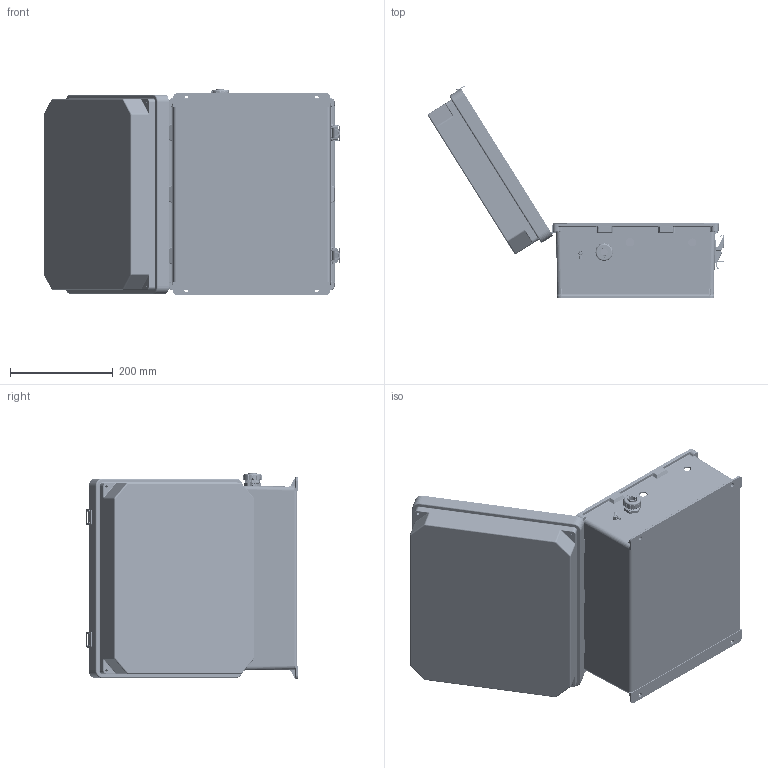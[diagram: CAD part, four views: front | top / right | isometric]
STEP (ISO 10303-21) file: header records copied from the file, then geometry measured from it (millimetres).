
FILE_DESCRIPTION (( 'STEP AP214' ), '1' );
FILE_NAME ('TEF141207-1H0S.STEP', '2018-11-20T15:12:09', ( '' ), ( '' ), 'SwSTEP 2.0', 'SolidWorks 2017', '' );
FILE_SCHEMA (( 'AUTOMOTIVE_DESIGN' ));
Length unit declared in the file: inch
Products named in the file (26): XCT-0005; XFS-0026; XC-0003; HYP295; NB141207-DoorClasp-2; XFN-0021; NB141207-DoorClasp-1; XFW-0004; NB141207-Lid-2; XHIC-HTR110; NB141207-Hinge; NEMA GroundWire-2; NB141207-Box; XMH-0007; XF797-02; TEF141207-1H0S; XFS-0017; 10-32 NEMA PLATE SCREW; XMH-0010; XFN-0013; XCTB-0002; XCT-0011; XCT-0010; XF451-01; XFW-0002; XFN-0003
Assembly tree (51 placements, depth 2):
  TEF141207-1H0S
    NB141207-Box
    NB141207-Hinge  x2
    NB141207-Lid-2
    NB141207-DoorClasp-1  x2
    NB141207-DoorClasp-2  x2
    XC-0003
    XFS-0026
    XCT-0005
    XFN-0003  x2
    XFW-0002
    XF451-01
    XCT-0010
    XCT-0011
    XCTB-0002
    XFN-0013  x2
    XMH-0010  x2
    10-32 NEMA PLATE SCREW  x4
    XFS-0017  x11
    XF797-02
    XMH-0007  x4
    NEMA GroundWire-2
    XHIC-HTR110
    XFW-0004  x2
    XFN-0021  x4
    HYP295
Bounding box: 578.07 x 413.05 x 402.37 mm (x, y, z)
Volume: 2567479.3 mm3; surface area: 1439434.3 mm2
Topology: 58 solids, 59 shells, 4414 faces, 10984 edges, 6785 vertices
Faces by surface type: plane 1879, cylinder 1210, cone 839, torus 279, bspline 183, sphere 24
Full cylindrical faces by diameter (mm): 0.457 x4, 0.965 x4, 1.27 x4, 1.778 x6, 2.286 x4, 2.591 x1, 2.705 x16, 3.15 x4, 3.175 x20, 3.302 x4, 3.429 x2, 3.556 x9, 3.607 x1, 3.683 x2, 3.81 x4, 3.886 x8, 3.934 x1, 3.962 x2, 4.064 x4, 4.177 x4, 4.348 x2, 4.47 x2, 4.572 x10, 5.004 x1, 5.08 x2, 5.182 x1, 5.3 x2, 5.639 x1, 6.35 x4, 6.5 x4
Entity records: 107013 total; most frequent: CARTESIAN_POINT 24060, ORIENTED_EDGE 13724, DIRECTION 13722, EDGE_CURVE 6862, AXIS2_PLACEMENT_3D 5006, VERTEX_POINT 4594, EDGE_LOOP 3788, LINE 3710
